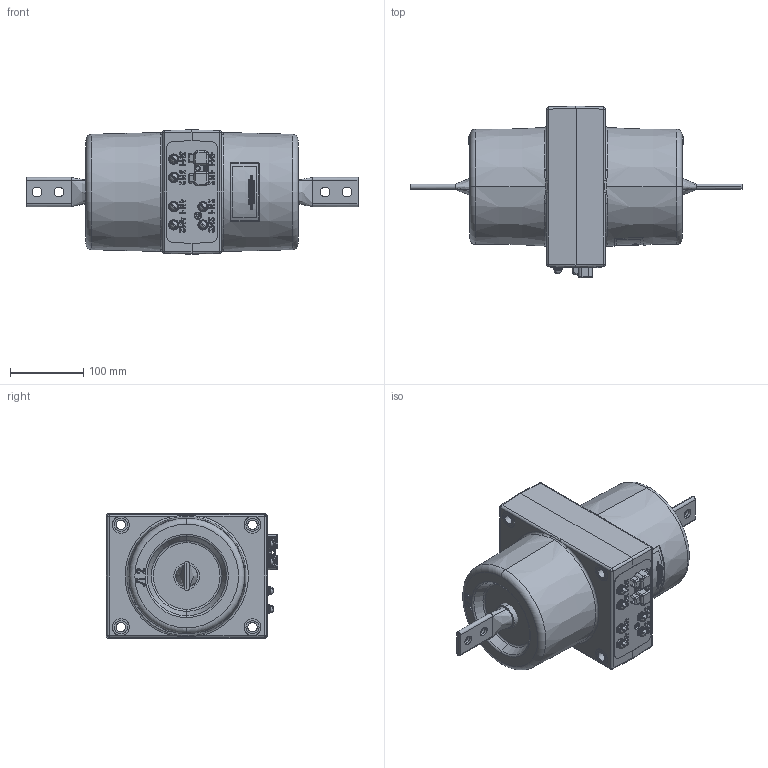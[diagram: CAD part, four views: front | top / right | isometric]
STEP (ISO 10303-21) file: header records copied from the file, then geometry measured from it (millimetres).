
FILE_DESCRIPTION (( 'STEP AP203' ), '1' );
FILE_NAME ('ﾒﾏﾎﾋ-10ﾌ-4 (300-600)ﾀ.STEP', '2016-10-26T08:15:06', ( '' ), ( '' ), 'SwSTEP 2.0', 'SolidWorks 2010', '' );
FILE_SCHEMA (( 'CONFIG_CONTROL_DESIGN' ));
Length unit declared in the file: millimetre
Products named in the file (1): ﾒﾏﾎﾋ-10ﾌ-4 (300-600)ﾀ
Bounding box: 454 x 234.5 x 170 mm (x, y, z)
Surface area: 318354 mm2 (no closed solid volume)
Topology: 0 solids, 70 shells, 834 faces, 4841 edges, 4038 vertices
Faces by surface type: plane 306, bspline 183, cylinder 156, cone 145, sphere 28, torus 16
Entity records: 63610 total; most frequent: CARTESIAN_POINT 31857, ORIENTED_EDGE 6615, EDGE_CURVE 4840, DIRECTION 4603, VERTEX_POINT 4038, B_SPLINE_CURVE_WITH_KNOTS 2304, VECTOR 1615, LINE 1615
